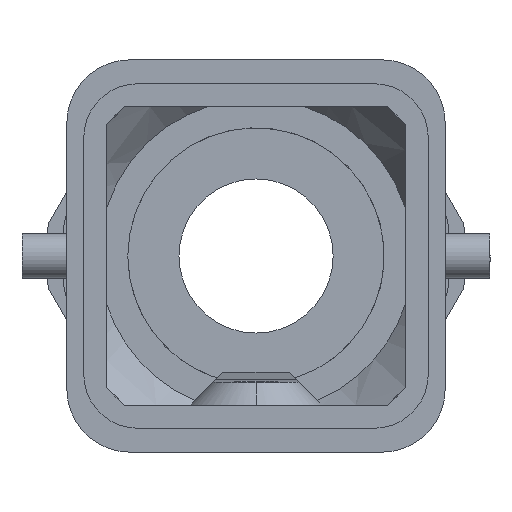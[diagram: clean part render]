
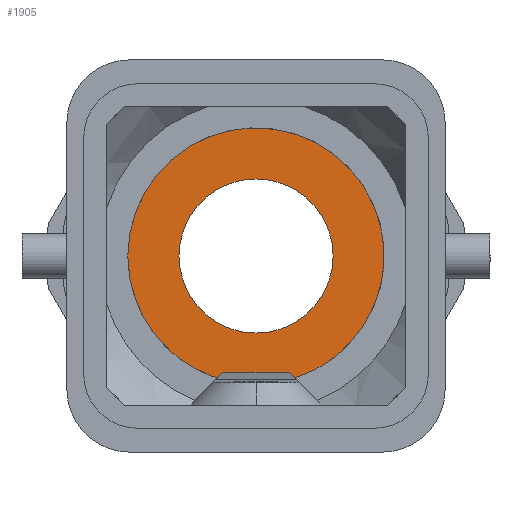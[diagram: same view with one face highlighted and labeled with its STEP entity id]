
A CAD part, front view. The second image highlights one B-rep face of the part: STEP entity #1905.
In plain terms, the highlighted planar face has unit normal (0, -1, 0).
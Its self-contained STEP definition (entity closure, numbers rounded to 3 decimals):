
#736=CIRCLE('',#4755,5.5);
#737=CIRCLE('',#4757,9.15);
#813=FACE_BOUND('',#2326,.T.);
#814=FACE_BOUND('',#2327,.T.);
#974=PLANE('',#4758);
#1905=ADVANCED_FACE('',(#813,#814),#974,.T.);
#2326=EDGE_LOOP('',(#3116));
#2327=EDGE_LOOP('',(#3117));
#3116=ORIENTED_EDGE('',*,*,#4296,.T.);
#3117=ORIENTED_EDGE('',*,*,#4297,.T.);
#3826=VERTEX_POINT('',#7758);
#3827=VERTEX_POINT('',#7761);
#4296=EDGE_CURVE('',#3826,#3826,#736,.T.);
#4297=EDGE_CURVE('',#3827,#3827,#737,.T.);
#4755=AXIS2_PLACEMENT_3D('',#7757,#5486,#5487);
#4757=AXIS2_PLACEMENT_3D('',#7760,#5490,#5491);
#4758=AXIS2_PLACEMENT_3D('',#7762,#5492,#5493);
#5486=DIRECTION('',(0.,1.,0.));
#5487=DIRECTION('',(-1.,0.,0.));
#5490=DIRECTION('',(0.,-1.,0.));
#5491=DIRECTION('',(-1.,0.,0.));
#5492=DIRECTION('',(0.,-1.,0.));
#5493=DIRECTION('',(0.,0.,-1.));
#7757=CARTESIAN_POINT('',(0.002,48.3,-0.003));
#7758=CARTESIAN_POINT('',(-5.498,48.3,-0.003));
#7760=CARTESIAN_POINT('',(0.002,48.3,-0.003));
#7761=CARTESIAN_POINT('',(-9.148,48.3,-0.003));
#7762=CARTESIAN_POINT('',(-10.998,48.3,10.997));
